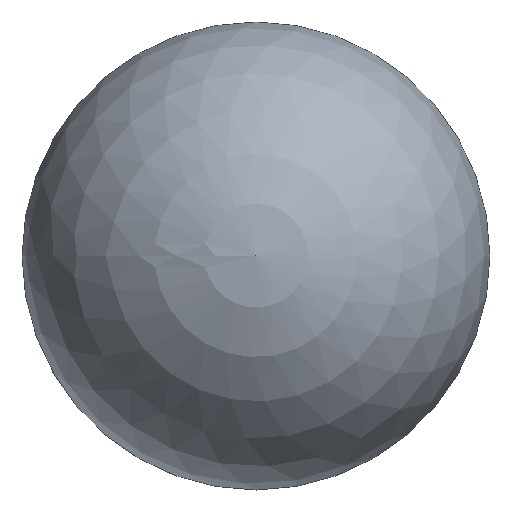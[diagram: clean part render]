
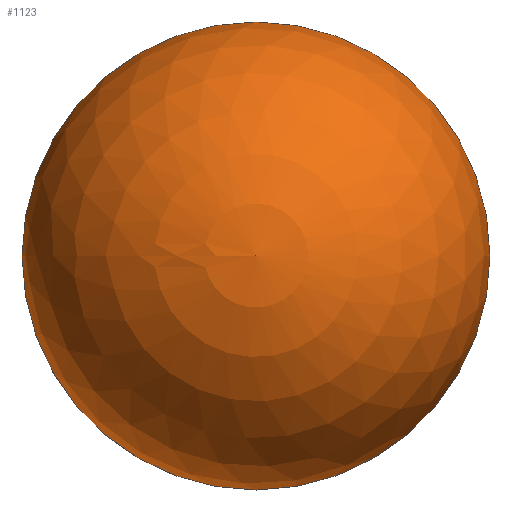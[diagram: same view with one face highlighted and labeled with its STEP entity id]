
A CAD part, top view. The second image highlights one B-rep face of the part: STEP entity #1123.
In plain terms, the highlighted spherical face has radius 35 mm.
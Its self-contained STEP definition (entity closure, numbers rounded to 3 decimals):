
#110=SPHERICAL_SURFACE('',#1246,35.);
#224=FACE_OUTER_BOUND('',#305,.T.);
#305=EDGE_LOOP('',(#820,#821,#822));
#458=CIRCLE('',#1245,35.);
#459=CIRCLE('',#1247,35.);
#497=VERTEX_POINT('',#1618);
#498=VERTEX_POINT('',#1622);
#617=EDGE_CURVE('',#497,#497,#458,.T.);
#619=EDGE_CURVE('',#498,#497,#459,.T.);
#820=ORIENTED_EDGE('',*,*,#617,.T.);
#821=ORIENTED_EDGE('',*,*,#619,.F.);
#822=ORIENTED_EDGE('',*,*,#619,.T.);
#1123=ADVANCED_FACE('',(#224),#110,.T.);
#1245=AXIS2_PLACEMENT_3D('',#1619,#1410,#1411);
#1246=AXIS2_PLACEMENT_3D('',#1621,#1413,#1414);
#1247=AXIS2_PLACEMENT_3D('',#1623,#1415,#1416);
#1410=DIRECTION('center_axis',(0.,0.,1.));
#1411=DIRECTION('ref_axis',(1.,0.,0.));
#1413=DIRECTION('center_axis',(0.,0.,1.));
#1414=DIRECTION('ref_axis',(1.,0.,0.));
#1415=DIRECTION('center_axis',(0.,-1.,0.));
#1416=DIRECTION('ref_axis',(-1.,0.,0.));
#1618=CARTESIAN_POINT('',(-35.,0.,11.));
#1619=CARTESIAN_POINT('Origin',(0.,0.,11.));
#1621=CARTESIAN_POINT('Origin',(0.,0.,11.));
#1622=CARTESIAN_POINT('',(0.,0.,46.));
#1623=CARTESIAN_POINT('Origin',(0.,0.,11.));
